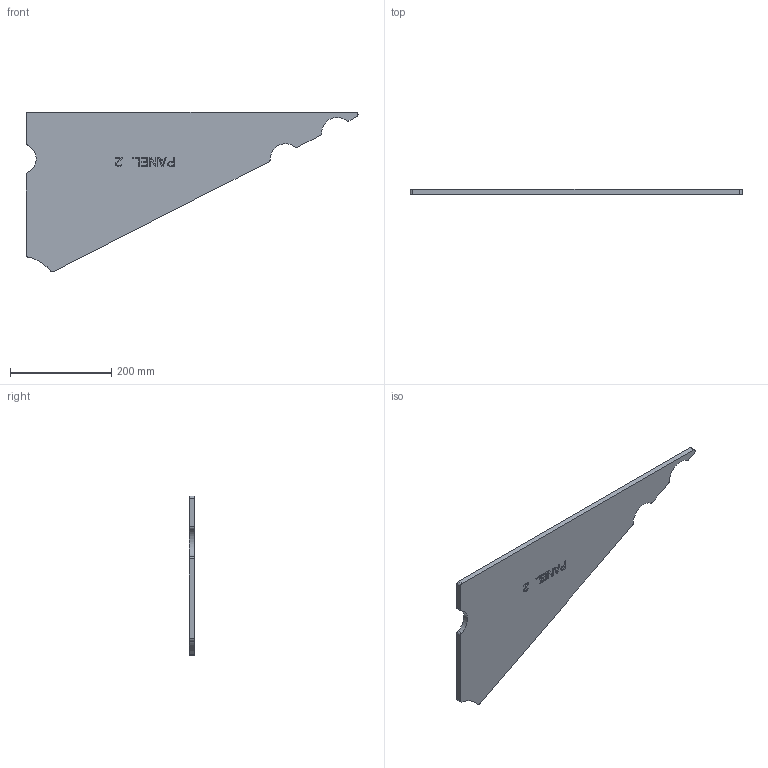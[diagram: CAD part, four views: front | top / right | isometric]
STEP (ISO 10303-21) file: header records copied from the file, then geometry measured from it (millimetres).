
FILE_DESCRIPTION(('Open CASCADE Model'),'2;1');
FILE_NAME('Open CASCADE Shape Model','2021-04-08T10:47:17',('Author'),( 'Open CASCADE'),'Open CASCADE STEP processor 7.4','Open CASCADE 7.4' ,'Unknown');
FILE_SCHEMA(('CONFIG_CONTROL_DESIGN'));
Length unit declared in the file: millimetre
Products named in the file (1): 0000036058 55
Bounding box: 656.54 x 11 x 316.1 mm (x, y, z)
Volume: 1112867.1 mm3; surface area: 240327.7 mm2
Topology: 1 solids, 1 shells, 121 faces, 333 edges, 222 vertices
Faces by surface type: plane 107, cylinder 14
Entity records: 8188 total; most frequent: CARTESIAN_POINT 1391, DIRECTION 1263, LINE 943, VECTOR 943, ORIENTED_EDGE 666, PCURVE 666, DEFINITIONAL_REPRESENTATION 666, EDGE_CURVE 333
